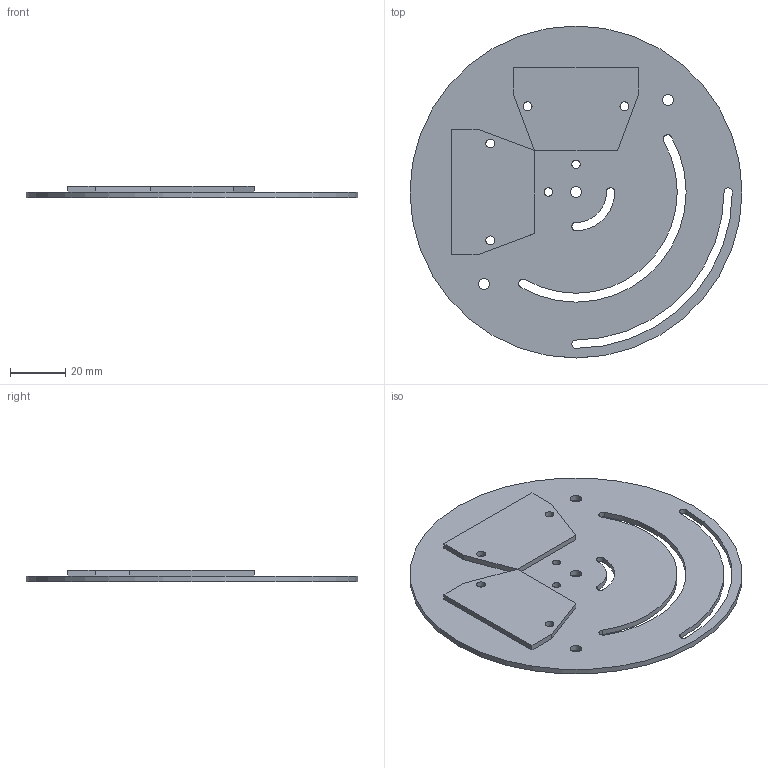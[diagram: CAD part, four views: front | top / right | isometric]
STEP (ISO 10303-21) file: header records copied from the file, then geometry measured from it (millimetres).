
FILE_DESCRIPTION(/* description */ (''),/* implementation_level */ '2;1');
FILE_NAME(/* name */ 'placa de plastic v6.step',/* time_stamp */ '2022-05-15T21:39:11+03:00',/* author */ (''),/* organization */ (''),/* preprocessor_version */ 'ST-DEVELOPER v18.1',/* originating_system */ 'Autodesk Translation Framework v10.14.0.1471',/* authorisation */ '');
FILE_SCHEMA (('AUTOMOTIVE_DESIGN { 1 0 10303 214 3 1 1 }'));
Length unit declared in the file: millimetre
Products named in the file (1): placa de plastic
Bounding box: 120 x 120 x 4 mm (x, y, z)
Volume: 25866.5 mm3; surface area: 28327.3 mm2
Topology: 3 solids, 3 shells, 44 faces, 114 edges, 76 vertices
Faces by surface type: cylinder 26, plane 18
Full cylindrical faces by diameter (mm): 3 x2, 3.2 x8, 4 x3, 120 x1
Entity records: 1465 total; most frequent: DIRECTION 256, CARTESIAN_POINT 235, ORIENTED_EDGE 228, EDGE_CURVE 114, AXIS2_PLACEMENT_3D 97, EDGE_LOOP 76, VERTEX_POINT 76, LINE 62
